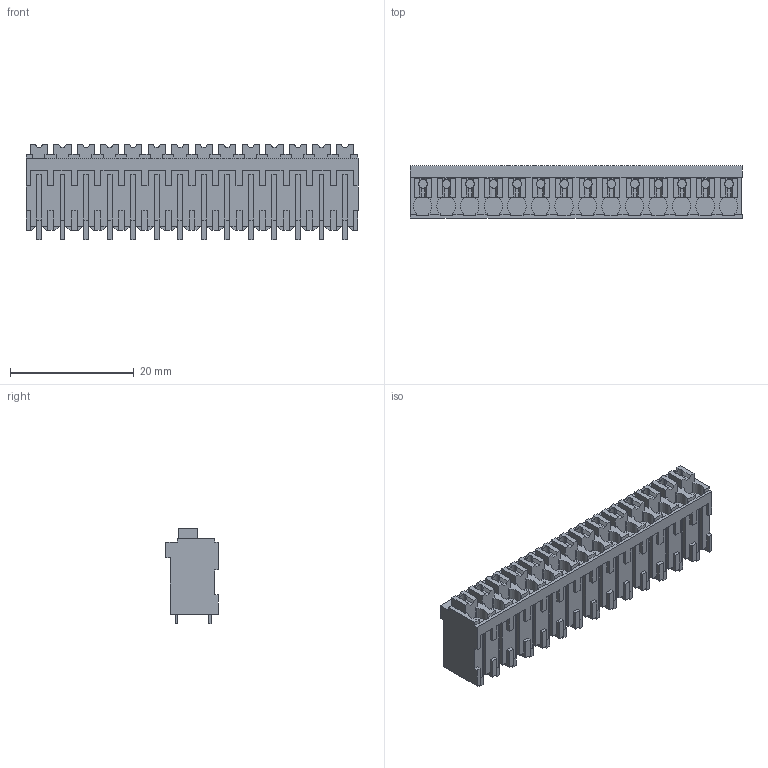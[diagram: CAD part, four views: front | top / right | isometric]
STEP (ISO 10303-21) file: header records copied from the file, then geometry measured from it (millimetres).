
FILE_DESCRIPTION(('CATIA V5 STEP Exchange','CAx-IF Rec.Pracs.--- Model Styling and Organization---1.2---2011-12-15'),'2;1');
FILE_NAME ('D1457857_0_1870030000_1870030000.stp','2018-03-20T06:50:40+00:00',('none'),('Weidmueller'),'CATIA Version 5-6 Release 2014','CATIA V5 STEP AP214','none');
FILE_SCHEMA(('AUTOMOTIVE_DESIGN { 1 0 10303 214 1 1 1 1 }'));
Length unit declared in the file: millimetre
Products named in the file (1): 1870030000
Bounding box: 53.73 x 8.5 x 15.45 mm (x, y, z)
Volume: 4322.8 mm3; surface area: 4585.5 mm2
Topology: 43 solids, 43 shells, 1038 faces, 2930 edges, 1978 vertices
Faces by surface type: plane 982, cylinder 56
Entity records: 32032 total; most frequent: CARTESIAN_POINT 6093, ORIENTED_EDGE 5860, DIRECTION 4177, EDGE_CURVE 2930, VECTOR 2706, LINE 2706, VERTEX_POINT 1978, ADVANCED_FACE 1038
